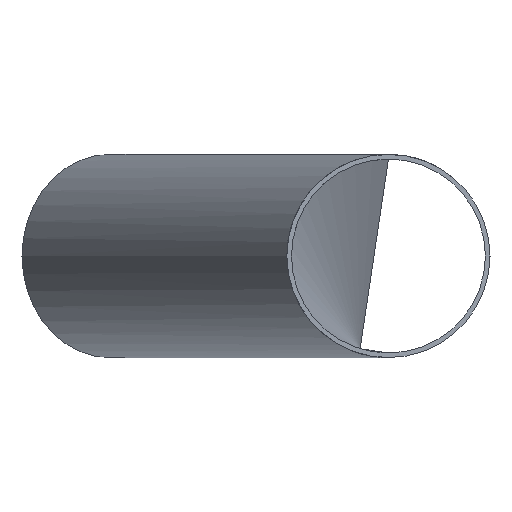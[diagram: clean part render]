
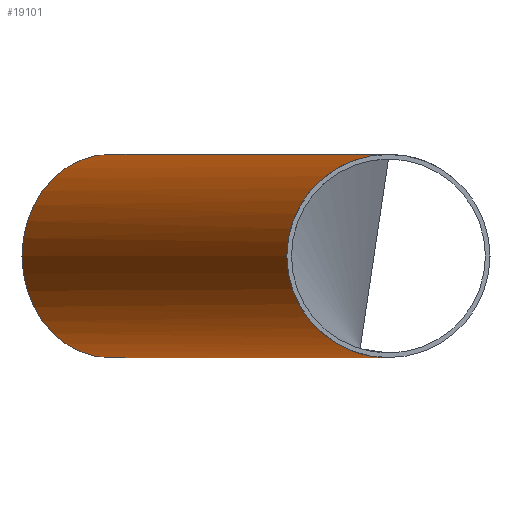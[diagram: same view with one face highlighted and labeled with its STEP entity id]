
A CAD part, left-side view. The second image highlights one B-rep face of the part: STEP entity #19101.
In plain terms, the highlighted cylindrical face has radius 57.15 mm (diameter 114.3 mm), a full revolution.
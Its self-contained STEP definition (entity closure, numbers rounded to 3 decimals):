
#703 = CARTESIAN_POINT ( 'NONE',  ( -98.787, 0., 57.15 ) ) ;
#1259 = CARTESIAN_POINT ( 'NONE',  ( 172.528, 156.643, 0. ) ) ;
#1285 = CARTESIAN_POINT ( 'NONE',  ( -98.787, 0., -57.15 ) ) ;
#1491 = CARTESIAN_POINT ( 'NONE',  ( -98.787, 0., 57.15 ) ) ;
#2267 = CIRCLE ( 'NONE', #5032, 57.15 ) ;
#2484 = FACE_OUTER_BOUND ( 'NONE', #13531, .T. ) ;
#2961 = CARTESIAN_POINT ( 'NONE',  ( -98.787, 0., -57.15 ) ) ;
#4605 = VERTEX_POINT ( 'NONE', #19502 ) ;
#5032 = AXIS2_PLACEMENT_3D ( 'NONE', #10953, #7614, #12725 ) ;
#5516 = CYLINDRICAL_SURFACE ( 'NONE', #6583, 57.15 ) ;
#6583 = AXIS2_PLACEMENT_3D ( 'NONE', #1259, #9249, #9460 ) ;
#6728 = ORIENTED_EDGE ( 'NONE', *, *, #6862, .F. ) ;
#6862 = EDGE_CURVE ( 'NONE', #7461, #7461, #2267, .T. ) ;
#7461 = VERTEX_POINT ( 'NONE', #9738 ) ;
#7614 = DIRECTION ( 'NONE',  ( 0.866, 0.5, 0. ) ) ;
#8484 = EDGE_CURVE ( 'NONE', #4605, #11525, #11243, .T. ) ;
#9249 = DIRECTION ( 'NONE',  ( 0.866, 0.5, 0. ) ) ;
#9271 = CARTESIAN_POINT ( 'NONE',  ( -129.413, 114.3, 57.15 ) ) ;
#9460 = DIRECTION ( 'NONE',  ( -0.5, 0.866, 0. ) ) ;
#9738 = CARTESIAN_POINT ( 'NONE',  ( 143.953, 206.137, 0. ) ) ;
#10833 = FACE_OUTER_BOUND ( 'NONE', #15899, .T. ) ;
#10953 = CARTESIAN_POINT ( 'NONE',  ( 172.528, 156.643, 0. ) ) ;
#11243 =( BOUNDED_CURVE ( )  B_SPLINE_CURVE ( 3, ( #2961, #20813, #17980, #1491 ),
 .UNSPECIFIED., .F., .F. ) 
 B_SPLINE_CURVE_WITH_KNOTS ( ( 4, 4 ),
 ( 1.571, 4.712 ),
 .UNSPECIFIED. ) 
 CURVE ( )  GEOMETRIC_REPRESENTATION_ITEM ( )  RATIONAL_B_SPLINE_CURVE ( ( 1., 0.333, 0.333, 1. ) ) 
 REPRESENTATION_ITEM ( '' )  );
#11321 = EDGE_CURVE ( 'NONE', #11525, #4605, #19542, .T. ) ;
#11525 = VERTEX_POINT ( 'NONE', #703 ) ;
#12725 = DIRECTION ( 'NONE',  ( -0.5, 0.866, 0. ) ) ;
#12825 = ORIENTED_EDGE ( 'NONE', *, *, #8484, .F. ) ;
#13531 = EDGE_LOOP ( 'NONE', ( #6728 ) ) ;
#13672 = CARTESIAN_POINT ( 'NONE',  ( -98.787, 0., 57.15 ) ) ;
#14465 = ORIENTED_EDGE ( 'NONE', *, *, #11321, .F. ) ;
#15899 = EDGE_LOOP ( 'NONE', ( #12825, #14465 ) ) ;
#17980 = CARTESIAN_POINT ( 'NONE',  ( 327.787, 114.3, 57.15 ) ) ;
#19101 = ADVANCED_FACE ( 'NONE', ( #10833, #2484 ), #5516, .T. ) ;
#19502 = CARTESIAN_POINT ( 'NONE',  ( -98.787, 0., -57.15 ) ) ;
#19542 =( BOUNDED_CURVE ( )  B_SPLINE_CURVE ( 3, ( #13672, #9271, #20132, #1285 ),
 .UNSPECIFIED., .F., .F. ) 
 B_SPLINE_CURVE_WITH_KNOTS ( ( 4, 4 ),
 ( 4.712, 7.854 ),
 .UNSPECIFIED. ) 
 CURVE ( )  GEOMETRIC_REPRESENTATION_ITEM ( )  RATIONAL_B_SPLINE_CURVE ( ( 1., 0.333, 0.333, 1. ) ) 
 REPRESENTATION_ITEM ( '' )  );
#20132 = CARTESIAN_POINT ( 'NONE',  ( -129.413, 114.3, -57.15 ) ) ;
#20813 = CARTESIAN_POINT ( 'NONE',  ( 327.787, 114.3, -57.15 ) ) ;
